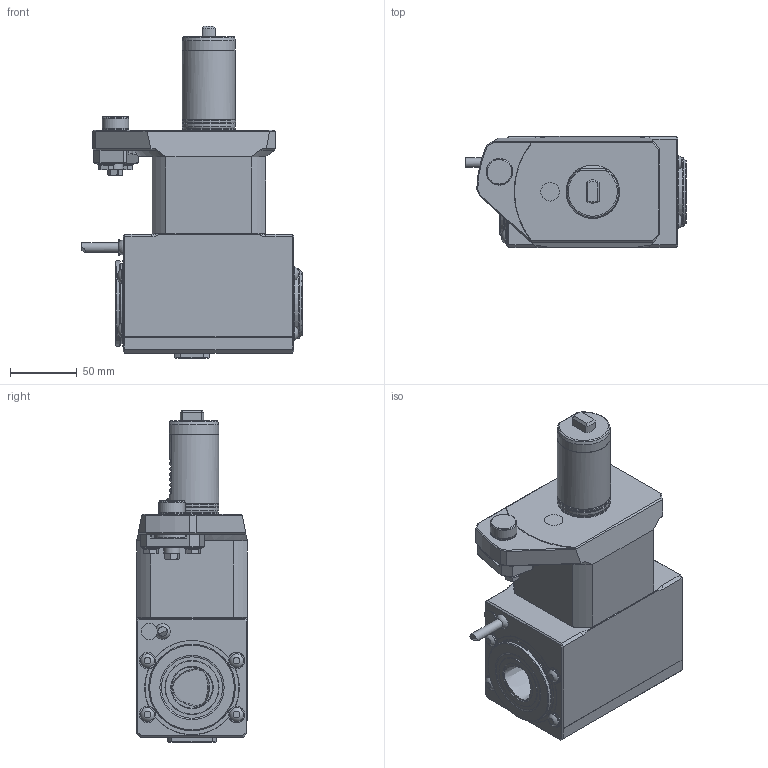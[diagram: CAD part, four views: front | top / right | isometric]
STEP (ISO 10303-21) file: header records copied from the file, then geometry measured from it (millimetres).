
FILE_DESCRIPTION(/* description */ ('Unknown'),/* implementation_level */ '2;1');
FILE_NAME(/* name */ 'C4_DNI_MZ40X_E_B_SIM',/* time_stamp */ '2023-07-12T10:08:28+02:00',/* author */ ('WTO KS'),/* organization */ ('WTO'),/* preprocessor_version */ 'ST-DEVELOPER v16.7',/* originating_system */ 'DEX',/* authorisation */ $);
FILE_SCHEMA (('AUTOMOTIVE_DESIGN {1 0 10303 214 3 1 1}'));
Length unit declared in the file: millimetre
Products named in the file (1): vereinfacht
Bounding box: 165.2 x 83 x 248.8 mm (x, y, z)
Surface area: 109231.8 mm2 (no closed solid volume)
Topology: 0 solids, 1 shells, 370 faces, 907 edges, 568 vertices
Faces by surface type: plane 206, cone 72, cylinder 68, torus 14, sphere 9, bspline 1
Full cylindrical faces by diameter (mm): 2.5 x1, 6 x3, 7 x1, 8.88 x2, 10.5 x8, 12 x2, 14 x1, 19.6 x1, 20 x1, 26 x1, 39.2 x1, 40 x3, 52 x1, 60 x1, 64.4 x1
Entity records: 10311 total; most frequent: CARTESIAN_POINT 2267, DIRECTION 1655, ORIENTED_EDGE 1566, EDGE_CURVE 783, AXIS2_PLACEMENT_3D 644, VERTEX_POINT 534, EDGE_LOOP 477, FACE_BOUND 477
